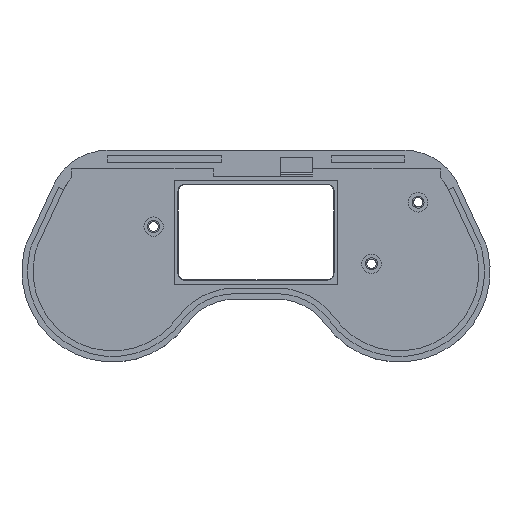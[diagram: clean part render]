
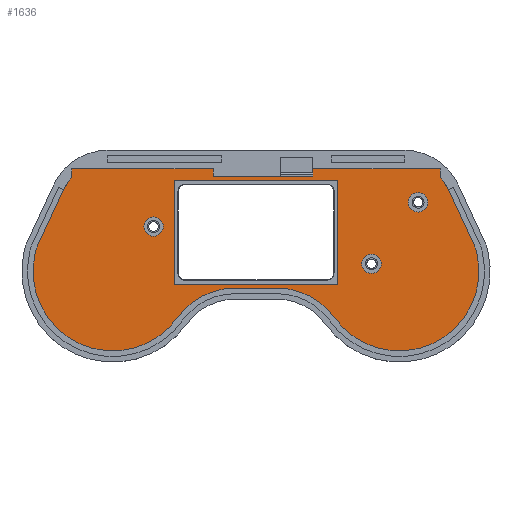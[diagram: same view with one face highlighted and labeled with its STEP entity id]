
A CAD part, top view. The second image highlights one B-rep face of the part: STEP entity #1636.
In plain terms, the highlighted planar face has unit normal (0, 0, 1).
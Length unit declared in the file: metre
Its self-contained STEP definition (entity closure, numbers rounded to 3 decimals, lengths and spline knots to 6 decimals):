
#66=CIRCLE('',#1747,0.0026);
#67=CIRCLE('',#1748,0.0026);
#68=CIRCLE('',#1749,0.0026);
#69=CIRCLE('',#1750,0.013195);
#70=CIRCLE('',#1751,0.013195);
#71=CIRCLE('',#1752,0.021381);
#72=CIRCLE('',#1753,0.019195);
#73=CIRCLE('',#1754,0.019195);
#74=CIRCLE('',#1755,0.021381);
#75=CIRCLE('',#1756,0.013195);
#76=CIRCLE('',#1757,0.013195);
#138=ORIENTED_EDGE('',*,*,#612,.F.);
#139=ORIENTED_EDGE('',*,*,#613,.F.);
#140=ORIENTED_EDGE('',*,*,#614,.F.);
#141=ORIENTED_EDGE('',*,*,#615,.T.);
#142=ORIENTED_EDGE('',*,*,#616,.T.);
#143=ORIENTED_EDGE('',*,*,#617,.F.);
#144=ORIENTED_EDGE('',*,*,#618,.F.);
#145=ORIENTED_EDGE('',*,*,#619,.F.);
#146=ORIENTED_EDGE('',*,*,#620,.T.);
#147=ORIENTED_EDGE('',*,*,#621,.F.);
#148=ORIENTED_EDGE('',*,*,#622,.T.);
#149=ORIENTED_EDGE('',*,*,#623,.F.);
#150=ORIENTED_EDGE('',*,*,#624,.F.);
#151=ORIENTED_EDGE('',*,*,#625,.T.);
#152=ORIENTED_EDGE('',*,*,#626,.T.);
#153=ORIENTED_EDGE('',*,*,#627,.T.);
#154=ORIENTED_EDGE('',*,*,#628,.F.);
#155=ORIENTED_EDGE('',*,*,#629,.F.);
#156=ORIENTED_EDGE('',*,*,#630,.T.);
#157=ORIENTED_EDGE('',*,*,#631,.F.);
#158=ORIENTED_EDGE('',*,*,#632,.F.);
#159=ORIENTED_EDGE('',*,*,#633,.F.);
#160=ORIENTED_EDGE('',*,*,#634,.T.);
#161=ORIENTED_EDGE('',*,*,#635,.F.);
#162=ORIENTED_EDGE('',*,*,#636,.F.);
#163=ORIENTED_EDGE('',*,*,#637,.T.);
#612=EDGE_CURVE('',#849,#849,#66,.F.);
#613=EDGE_CURVE('',#850,#850,#67,.F.);
#614=EDGE_CURVE('',#851,#851,#68,.F.);
#615=EDGE_CURVE('',#852,#853,#1013,.T.);
#616=EDGE_CURVE('',#853,#854,#1014,.T.);
#617=EDGE_CURVE('',#855,#854,#1015,.T.);
#618=EDGE_CURVE('',#856,#855,#1016,.T.);
#619=EDGE_CURVE('',#857,#856,#1017,.T.);
#620=EDGE_CURVE('',#857,#858,#1018,.T.);
#621=EDGE_CURVE('',#859,#858,#69,.T.);
#622=EDGE_CURVE('',#859,#860,#1019,.T.);
#623=EDGE_CURVE('',#861,#860,#70,.T.);
#624=EDGE_CURVE('',#862,#861,#71,.T.);
#625=EDGE_CURVE('',#862,#863,#72,.T.);
#626=EDGE_CURVE('',#863,#864,#1020,.T.);
#627=EDGE_CURVE('',#864,#865,#73,.T.);
#628=EDGE_CURVE('',#866,#865,#74,.T.);
#629=EDGE_CURVE('',#867,#866,#75,.T.);
#630=EDGE_CURVE('',#867,#868,#1021,.T.);
#631=EDGE_CURVE('',#869,#868,#76,.T.);
#632=EDGE_CURVE('',#870,#869,#1022,.T.);
#633=EDGE_CURVE('',#852,#870,#1023,.T.);
#634=EDGE_CURVE('',#871,#872,#1024,.T.);
#635=EDGE_CURVE('',#873,#872,#1025,.T.);
#636=EDGE_CURVE('',#874,#873,#1026,.T.);
#637=EDGE_CURVE('',#874,#871,#1027,.T.);
#849=VERTEX_POINT('',#2395);
#850=VERTEX_POINT('',#2397);
#851=VERTEX_POINT('',#2399);
#852=VERTEX_POINT('',#2401);
#853=VERTEX_POINT('',#2402);
#854=VERTEX_POINT('',#2404);
#855=VERTEX_POINT('',#2406);
#856=VERTEX_POINT('',#2408);
#857=VERTEX_POINT('',#2410);
#858=VERTEX_POINT('',#2412);
#859=VERTEX_POINT('',#2414);
#860=VERTEX_POINT('',#2416);
#861=VERTEX_POINT('',#2418);
#862=VERTEX_POINT('',#2420);
#863=VERTEX_POINT('',#2422);
#864=VERTEX_POINT('',#2424);
#865=VERTEX_POINT('',#2426);
#866=VERTEX_POINT('',#2428);
#867=VERTEX_POINT('',#2430);
#868=VERTEX_POINT('',#2432);
#869=VERTEX_POINT('',#2434);
#870=VERTEX_POINT('',#2436);
#871=VERTEX_POINT('',#2439);
#872=VERTEX_POINT('',#2440);
#873=VERTEX_POINT('',#2442);
#874=VERTEX_POINT('',#2444);
#1013=LINE('',#2400,#1169);
#1014=LINE('',#2403,#1170);
#1015=LINE('',#2405,#1171);
#1016=LINE('',#2407,#1172);
#1017=LINE('',#2409,#1173);
#1018=LINE('',#2411,#1174);
#1019=LINE('',#2415,#1175);
#1020=LINE('',#2423,#1176);
#1021=LINE('',#2431,#1177);
#1022=LINE('',#2435,#1178);
#1023=LINE('',#2437,#1179);
#1024=LINE('',#2438,#1180);
#1025=LINE('',#2441,#1181);
#1026=LINE('',#2443,#1182);
#1027=LINE('',#2445,#1183);
#1169=VECTOR('',#1922,1.);
#1170=VECTOR('',#1923,1.);
#1171=VECTOR('',#1924,1.);
#1172=VECTOR('',#1925,1.);
#1173=VECTOR('',#1926,1.);
#1174=VECTOR('',#1927,1.);
#1175=VECTOR('',#1930,1.);
#1176=VECTOR('',#1937,1.);
#1177=VECTOR('',#1944,1.);
#1178=VECTOR('',#1947,1.);
#1179=VECTOR('',#1948,1.);
#1180=VECTOR('',#1949,1.);
#1181=VECTOR('',#1950,1.);
#1182=VECTOR('',#1951,1.);
#1183=VECTOR('',#1952,1.);
#1319=EDGE_LOOP('',(#138));
#1320=EDGE_LOOP('',(#139));
#1321=EDGE_LOOP('',(#140));
#1322=EDGE_LOOP('',(#141,#142,#143,#144,#145,#146,#147,#148,#149,#150,#151,
#152,#153,#154,#155,#156,#157,#158,#159));
#1323=EDGE_LOOP('',(#160,#161,#162,#163));
#1448=FACE_BOUND('',#1319,.T.);
#1449=FACE_BOUND('',#1320,.T.);
#1450=FACE_BOUND('',#1321,.T.);
#1451=FACE_BOUND('',#1322,.T.);
#1452=FACE_BOUND('',#1323,.T.);
#1577=PLANE('',#1746);
#1636=ADVANCED_FACE('',(#1448,#1449,#1450,#1451,#1452),#1577,.F.);
#1746=AXIS2_PLACEMENT_3D('',#2393,#1914,#1915);
#1747=AXIS2_PLACEMENT_3D('',#2394,#1916,#1917);
#1748=AXIS2_PLACEMENT_3D('',#2396,#1918,#1919);
#1749=AXIS2_PLACEMENT_3D('',#2398,#1920,#1921);
#1750=AXIS2_PLACEMENT_3D('',#2413,#1928,#1929);
#1751=AXIS2_PLACEMENT_3D('',#2417,#1931,#1932);
#1752=AXIS2_PLACEMENT_3D('',#2419,#1933,#1934);
#1753=AXIS2_PLACEMENT_3D('',#2421,#1935,#1936);
#1754=AXIS2_PLACEMENT_3D('',#2425,#1938,#1939);
#1755=AXIS2_PLACEMENT_3D('',#2427,#1940,#1941);
#1756=AXIS2_PLACEMENT_3D('',#2429,#1942,#1943);
#1757=AXIS2_PLACEMENT_3D('',#2433,#1945,#1946);
#1914=DIRECTION('',(0.,0.,-1.));
#1915=DIRECTION('',(1.,0.,0.));
#1916=DIRECTION('',(0.,0.,-1.));
#1917=DIRECTION('',(-1.,0.,0.));
#1918=DIRECTION('',(0.,0.,-1.));
#1919=DIRECTION('',(-1.,0.,0.));
#1920=DIRECTION('',(0.,0.,-1.));
#1921=DIRECTION('',(-1.,0.,0.));
#1922=DIRECTION('',(0.,-1.,0.));
#1923=DIRECTION('',(0.,-1.,0.));
#1924=DIRECTION('',(1.,0.,0.));
#1925=DIRECTION('',(0.,-1.,0.));
#1926=DIRECTION('',(1.,0.,0.));
#1927=DIRECTION('',(0.,-1.,0.));
#1928=DIRECTION('',(0.,0.,-1.));
#1929=DIRECTION('',(-1.,0.,0.));
#1930=DIRECTION('',(-0.423,-0.906,0.));
#1931=DIRECTION('',(0.,0.,-1.));
#1932=DIRECTION('',(-1.,0.,0.));
#1933=DIRECTION('',(0.,0.,-1.));
#1934=DIRECTION('',(-1.,0.,0.));
#1935=DIRECTION('',(0.,0.,-1.));
#1936=DIRECTION('',(-1.,0.,0.));
#1937=DIRECTION('',(1.,0.,0.));
#1938=DIRECTION('',(0.,0.,-1.));
#1939=DIRECTION('',(-1.,0.,0.));
#1940=DIRECTION('',(0.,0.,-1.));
#1941=DIRECTION('',(-1.,0.,0.));
#1942=DIRECTION('',(0.,0.,-1.));
#1943=DIRECTION('',(-1.,0.,0.));
#1944=DIRECTION('',(-0.423,0.906,0.));
#1945=DIRECTION('',(0.,0.,-1.));
#1946=DIRECTION('',(-1.,0.,0.));
#1947=DIRECTION('',(0.,-1.,0.));
#1948=DIRECTION('',(1.,0.,0.));
#1949=DIRECTION('',(-1.,0.,0.));
#1950=DIRECTION('',(0.,-1.,0.));
#1951=DIRECTION('',(-1.,0.,0.));
#1952=DIRECTION('',(0.,-1.,0.));
#2393=CARTESIAN_POINT('',(0.0275,-0.007941,-0.00425));
#2394=CARTESIAN_POINT('',(0.0585,-0.01,-0.00425));
#2395=CARTESIAN_POINT('',(0.0559,-0.01,-0.00425));
#2396=CARTESIAN_POINT('',(0.071,0.0065,-0.00425));
#2397=CARTESIAN_POINT('',(0.0684,0.0065,-0.00425));
#2398=CARTESIAN_POINT('',(0.,0.,-0.00425));
#2399=CARTESIAN_POINT('',(-0.0026,0.,-0.00425));
#2400=CARTESIAN_POINT('',(0.0427,-0.007941,-0.00425));
#2401=CARTESIAN_POINT('',(0.0427,0.0155,-0.00425));
#2402=CARTESIAN_POINT('',(0.0427,0.0145,-0.00425));
#2403=CARTESIAN_POINT('',(0.0427,0.014,-0.00425));
#2404=CARTESIAN_POINT('',(0.0427,0.0135,-0.00425));
#2405=CARTESIAN_POINT('',(0.017,0.0135,-0.00425));
#2406=CARTESIAN_POINT('',(0.016,0.0135,-0.00425));
#2407=CARTESIAN_POINT('',(0.016,0.015502,-0.00425));
#2408=CARTESIAN_POINT('',(0.016,0.0155,-0.00425));
#2409=CARTESIAN_POINT('',(0.0275,0.0155,-0.00425));
#2410=CARTESIAN_POINT('',(-0.022,0.0155,-0.00425));
#2411=CARTESIAN_POINT('',(-0.022,0.,-0.00425));
#2412=CARTESIAN_POINT('',(-0.022,0.013121,-0.00425));
#2413=CARTESIAN_POINT('',(-0.012183,0.004305,-0.00425));
#2414=CARTESIAN_POINT('',(-0.024141,0.009881,-0.00425));
#2415=CARTESIAN_POINT('',(-0.027521,0.002633,-0.00425));
#2416=CARTESIAN_POINT('',(-0.030902,-0.004616,-0.00425));
#2417=CARTESIAN_POINT('',(-0.018943,-0.010192,-0.00425));
#2418=CARTESIAN_POINT('',(-0.031812,-0.007278,-0.00425));
#2419=CARTESIAN_POINT('',(-0.010959,-0.012,-0.00425));
#2420=CARTESIAN_POINT('',(0.006398,-0.024486,-0.00425));
#2421=CARTESIAN_POINT('',(0.021981,-0.035695,-0.00425));
#2422=CARTESIAN_POINT('',(0.021981,-0.0165,-0.00425));
#2423=CARTESIAN_POINT('',(0.0275,-0.0165,-0.00425));
#2424=CARTESIAN_POINT('',(0.033019,-0.0165,-0.00425));
#2425=CARTESIAN_POINT('',(0.033019,-0.035695,-0.00425));
#2426=CARTESIAN_POINT('',(0.048602,-0.024486,-0.00425));
#2427=CARTESIAN_POINT('',(0.065959,-0.012,-0.00425));
#2428=CARTESIAN_POINT('',(0.086812,-0.007278,-0.00425));
#2429=CARTESIAN_POINT('',(0.073943,-0.010192,-0.00425));
#2430=CARTESIAN_POINT('',(0.085902,-0.004616,-0.00425));
#2431=CARTESIAN_POINT('',(0.082521,0.002633,-0.00425));
#2432=CARTESIAN_POINT('',(0.079141,0.009881,-0.00425));
#2433=CARTESIAN_POINT('',(0.067183,0.004305,-0.00425));
#2434=CARTESIAN_POINT('',(0.077,0.013121,-0.00425));
#2435=CARTESIAN_POINT('',(0.077,0.,-0.00425));
#2436=CARTESIAN_POINT('',(0.077,0.0155,-0.00425));
#2437=CARTESIAN_POINT('',(0.0275,0.0155,-0.00425));
#2438=CARTESIAN_POINT('',(0.0275,-0.0155,-0.00425));
#2439=CARTESIAN_POINT('',(0.0495,-0.0155,-0.00425));
#2440=CARTESIAN_POINT('',(0.0055,-0.0155,-0.00425));
#2441=CARTESIAN_POINT('',(0.0055,-0.0015,-0.00425));
#2442=CARTESIAN_POINT('',(0.0055,0.0125,-0.00425));
#2443=CARTESIAN_POINT('',(0.0275,0.0125,-0.00425));
#2444=CARTESIAN_POINT('',(0.0495,0.0125,-0.00425));
#2445=CARTESIAN_POINT('',(0.0495,-0.0015,-0.00425));
